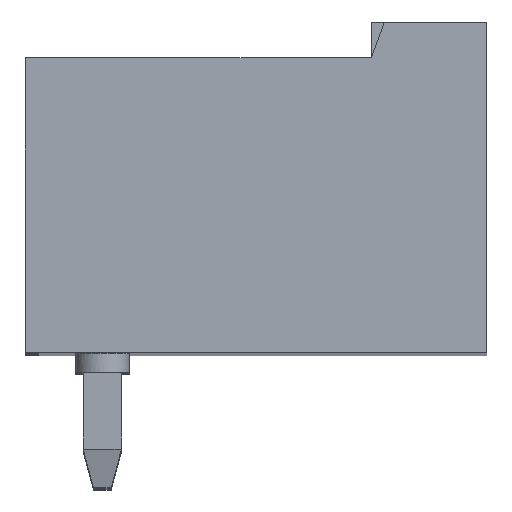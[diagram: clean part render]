
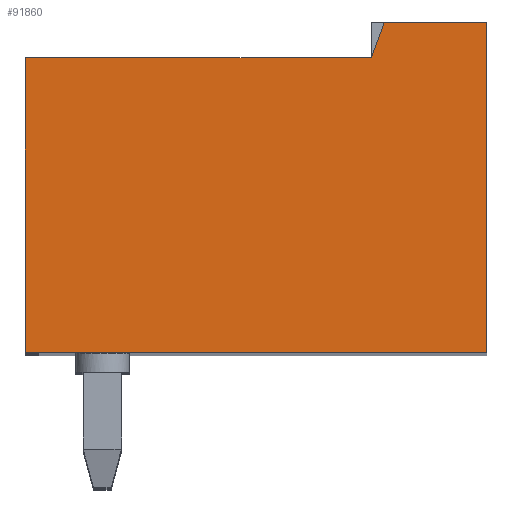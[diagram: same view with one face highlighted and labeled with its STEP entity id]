
A CAD part, top view. The second image highlights one B-rep face of the part: STEP entity #91860.
In plain terms, the highlighted planar face has unit normal (0, 0, 1).
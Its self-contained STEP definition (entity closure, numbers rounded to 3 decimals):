
#42770=CARTESIAN_POINT('',(36.627,37.773,
7.595));
#42780=VERTEX_POINT('',#42770);
#42810=CARTESIAN_POINT('',(79.723,37.773,
7.595));
#42820=DIRECTION('',(1.,0.,0.));
#42830=VECTOR('',#42820,1.);
#42840=LINE('',#42810,#42830);
#42850=CARTESIAN_POINT('',(48.627,37.773,
7.595));
#42860=VERTEX_POINT('',#42850);
#42870=EDGE_CURVE('',#42780,#42860,#42840,.T.);
#45070=CARTESIAN_POINT('',(36.627,45.443,
7.595));
#45080=VERTEX_POINT('',#45070);
#45110=CARTESIAN_POINT('',(36.627,-5.338,
7.595));
#45120=DIRECTION('',(0.,-1.,0.));
#45130=VECTOR('',#45120,1.);
#45140=LINE('',#45110,#45130);
#45150=EDGE_CURVE('',#45080,#42780,#45140,.T.);
#80110=CARTESIAN_POINT('',(48.627,46.373,
7.595));
#80120=VERTEX_POINT('',#80110);
#80150=CARTESIAN_POINT('',(0.,46.373,7.595));
#80160=DIRECTION('',(-1.,0.,0.));
#80170=VECTOR('',#80160,1.);
#80180=LINE('',#80150,#80170);
#80190=CARTESIAN_POINT('',(45.965,46.373,
7.595));
#80200=VERTEX_POINT('',#80190);
#80210=EDGE_CURVE('',#80120,#80200,#80180,.T.);
#91560=CARTESIAN_POINT('',(48.627,46.343,
7.595));
#91570=DIRECTION('',(-0.,0.,1.));
#91580=DIRECTION('',(0.,-1.,0.));
#91590=AXIS2_PLACEMENT_3D('',#91560,#91570,#91580);
#91600=PLANE('',#91590);
#91610=ORIENTED_EDGE('',*,*,#42870,.T.);
#91620=ORIENTED_EDGE('',*,*,#45150,.T.);
#91630=CARTESIAN_POINT('',(79.723,45.443,
7.595));
#91640=DIRECTION('',(1.,0.,0.));
#91650=VECTOR('',#91640,1.);
#91660=LINE('',#91630,#91650);
#91670=CARTESIAN_POINT('',(45.627,45.443,
7.595));
#91680=VERTEX_POINT('',#91670);
#91690=EDGE_CURVE('',#45080,#91680,#91660,.T.);
#91700=ORIENTED_EDGE('',*,*,#91690,.F.);
#91710=CARTESIAN_POINT('',(29.087,0.,7.595));
#91720=DIRECTION('',(0.342,0.94,0.));
#91730=VECTOR('',#91720,1.);
#91740=LINE('',#91710,#91730);
#91750=EDGE_CURVE('',#91680,#80200,#91740,.T.);
#91760=ORIENTED_EDGE('',*,*,#91750,.F.);
#91770=ORIENTED_EDGE('',*,*,#80210,.T.);
#91780=CARTESIAN_POINT('',(48.627,0.,7.595));
#91790=DIRECTION('',(0.,-1.,0.));
#91800=VECTOR('',#91790,1.);
#91810=LINE('',#91780,#91800);
#91820=EDGE_CURVE('',#80120,#42860,#91810,.T.);
#91830=ORIENTED_EDGE('',*,*,#91820,.F.);
#91840=EDGE_LOOP('',(#91830,#91770,#91760,#91700,#91620,#91610));
#91850=FACE_OUTER_BOUND('',#91840,.T.);
#91860=ADVANCED_FACE('',(#91850),#91600,.T.);
